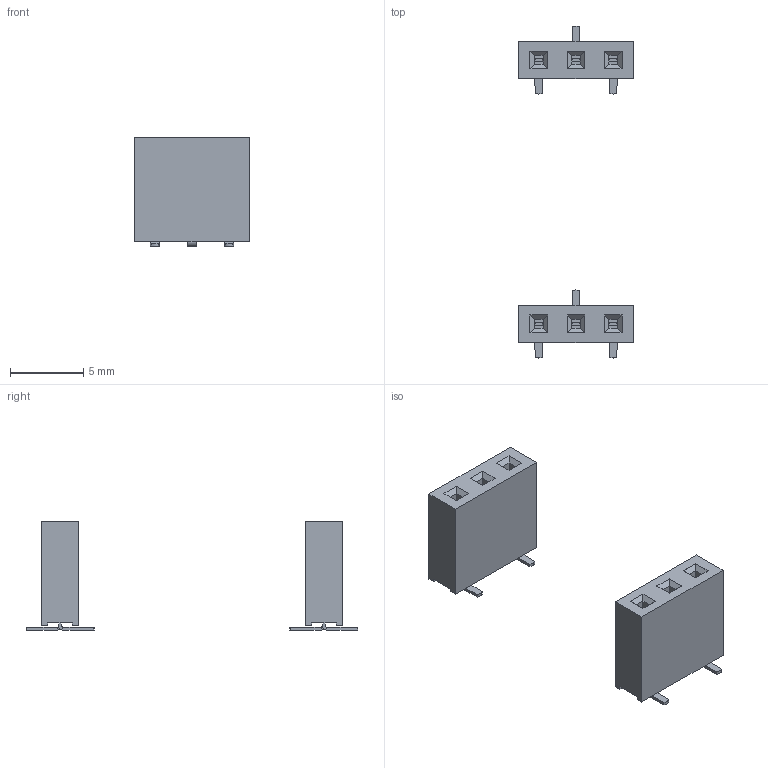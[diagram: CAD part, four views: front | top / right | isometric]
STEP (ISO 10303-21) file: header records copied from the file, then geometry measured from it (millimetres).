
FILE_DESCRIPTION(('FreeCAD Model'),'2;1');
FILE_NAME('PinSocket_1x03_P254mm_Vertical_SMD_Pin1Right_sp.step' ,'2019-01-30T23:01:28',('kicad StepUp'),('ksu MCAD'), 'Open CASCADE STEP processor 7.2','FreeCAD','Unknown');
FILE_SCHEMA(('AUTOMOTIVE_DESIGN { 1 0 10303 214 1 1 1 1 }'));
Length unit declared in the file: millimetre
Products named in the file (1): PinSocket_1x03_P254mm_Vertical_SMD_Pin1Right_sp
Bounding box: 7.82 x 22.64 x 7.4 mm (x, y, z)
Volume: 265 mm3; surface area: 496.9 mm2
Topology: 2 solids, 2 shells, 230 faces, 576 edges, 368 vertices
Faces by surface type: plane 212, cylinder 18
Entity records: 8313 total; most frequent: CARTESIAN_POINT 1175, ORIENTED_EDGE 1152, DIRECTION 1074, EDGE_CURVE 576, LINE 540, VECTOR 540, VERTEX_POINT 368, AXIS2_PLACEMENT_3D 267
